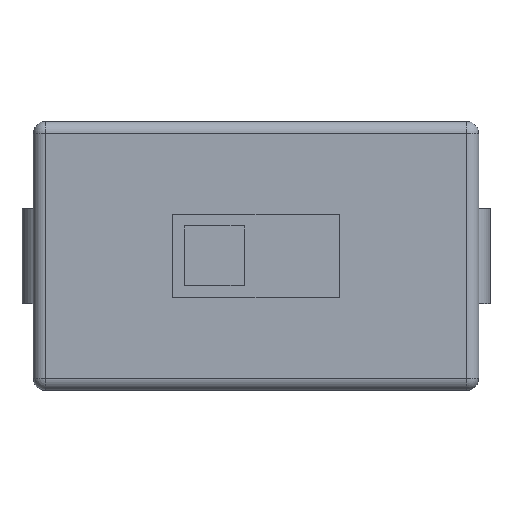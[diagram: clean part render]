
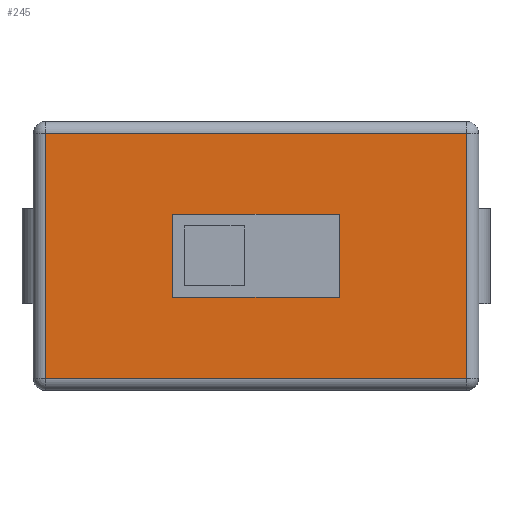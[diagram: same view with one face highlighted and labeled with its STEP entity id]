
A CAD part, top view. The second image highlights one B-rep face of the part: STEP entity #245.
In plain terms, the highlighted planar face has unit normal (0, 0, 1).
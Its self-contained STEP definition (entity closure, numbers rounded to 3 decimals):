
#13=DIRECTION('',(0.,0.,1.));
#14=DIRECTION('',(1.,0.,0.));
#65=VECTOR('',#66,1.);
#66=DIRECTION('',(0.,1.,0.));
#90=DIRECTION('',(-1.,0.,0.));
#131=VERTEX_POINT('',#132);
#132=CARTESIAN_POINT('',(-3.545,-2.06,4.65));
#137=EDGE_CURVE('',#131,#138,#140,.T.);
#138=VERTEX_POINT('',#139);
#139=CARTESIAN_POINT('',(-3.545,2.06,4.65));
#140=LINE('',#141,#65);
#141=CARTESIAN_POINT('',(-3.545,-2.26,4.65));
#201=VECTOR('',#14,1.);
#245=ADVANCED_FACE('',(#246,#265),#292,.T.);
#246=FACE_BOUND('',#247,.T.);
#247=EDGE_LOOP('',(#248,#249,#255,#261));
#248=ORIENTED_EDGE('',*,*,#137,.F.);
#249=ORIENTED_EDGE('',*,*,#250,.T.);
#250=EDGE_CURVE('',#131,#251,#253,.T.);
#251=VERTEX_POINT('',#252);
#252=CARTESIAN_POINT('',(3.545,-2.06,4.65));
#253=LINE('',#254,#201);
#254=CARTESIAN_POINT('',(-3.745,-2.06,4.65));
#255=ORIENTED_EDGE('',*,*,#256,.T.);
#256=EDGE_CURVE('',#251,#257,#259,.T.);
#257=VERTEX_POINT('',#258);
#258=CARTESIAN_POINT('',(3.545,2.06,4.65));
#259=LINE('',#260,#65);
#260=CARTESIAN_POINT('',(3.545,-2.26,4.65));
#261=ORIENTED_EDGE('',*,*,#262,.F.);
#262=EDGE_CURVE('',#138,#257,#263,.T.);
#263=LINE('',#264,#201);
#264=CARTESIAN_POINT('',(-3.745,2.06,4.65));
#265=FACE_BOUND('',#266,.T.);
#266=EDGE_LOOP('',(#267,#276,#282,#288));
#267=ORIENTED_EDGE('',*,*,#268,.T.);
#268=EDGE_CURVE('',#269,#271,#273,.T.);
#269=VERTEX_POINT('',#270);
#270=CARTESIAN_POINT('',(1.4,-0.7,4.65));
#271=VERTEX_POINT('',#272);
#272=CARTESIAN_POINT('',(-1.4,-0.7,4.65));
#273=LINE('',#274,#275);
#274=CARTESIAN_POINT('',(-2.573,-0.7,4.65));
#275=VECTOR('',#90,1.);
#276=ORIENTED_EDGE('',*,*,#277,.T.);
#277=EDGE_CURVE('',#271,#278,#280,.T.);
#278=VERTEX_POINT('',#279);
#279=CARTESIAN_POINT('',(-1.4,0.7,4.65));
#280=LINE('',#281,#65);
#281=CARTESIAN_POINT('',(-1.4,-1.48,4.65));
#282=ORIENTED_EDGE('',*,*,#283,.F.);
#283=EDGE_CURVE('',#284,#278,#286,.T.);
#284=VERTEX_POINT('',#285);
#285=CARTESIAN_POINT('',(1.4,0.7,4.65));
#286=LINE('',#287,#275);
#287=CARTESIAN_POINT('',(-2.573,0.7,4.65));
#288=ORIENTED_EDGE('',*,*,#289,.F.);
#289=EDGE_CURVE('',#269,#284,#290,.T.);
#290=LINE('',#291,#65);
#291=CARTESIAN_POINT('',(1.4,-1.48,4.65));
#292=PLANE('',#293);
#293=AXIS2_PLACEMENT_3D('',#294,#13,#14);
#294=CARTESIAN_POINT('',(-3.745,-2.26,4.65));
